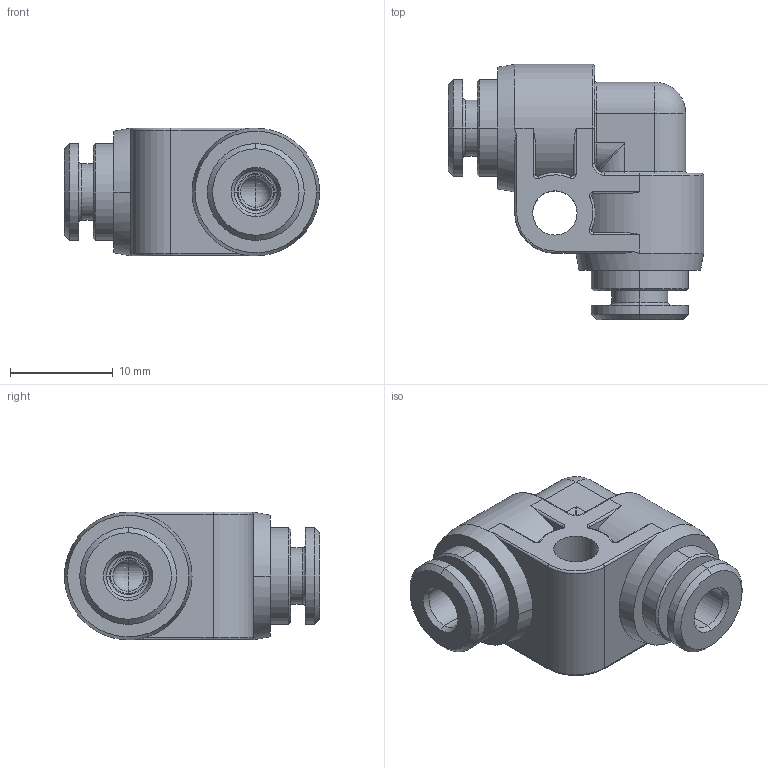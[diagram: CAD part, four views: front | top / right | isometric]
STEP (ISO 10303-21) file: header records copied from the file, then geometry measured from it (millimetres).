
FILE_DESCRIPTION((''),'2;1');
FILE_NAME('347304B_955P-4','2013-01-25T',('avs326'),(''),'PRO/ENGINEER BY PARAMETRIC TECHNOLOGY CORPORATION, 2011490','PRO/ENGINEER BY PARAMETRIC TECHNOLOGY CORPORATION, 2011490','');
FILE_SCHEMA(('CONFIG_CONTROL_DESIGN'));
Length unit declared in the file: millimetre
Products named in the file (1): 347304B_955P-4
Bounding box: 24.8 x 24.8 x 12.4 mm (x, y, z)
Volume: 3326.5 mm3; surface area: 2421.1 mm2
Topology: 1 solids, 1 shells, 157 faces, 375 edges, 226 vertices
Faces by surface type: cylinder 70, torus 38, plane 28, cone 16, sphere 3, bspline 2
Entity records: 5037 total; most frequent: CARTESIAN_POINT 1294, DIRECTION 842, ORIENTED_EDGE 746, EDGE_CURVE 373, AXIS2_PLACEMENT_3D 355, VERTEX_POINT 226, CIRCLE 200, EDGE_LOOP 169
